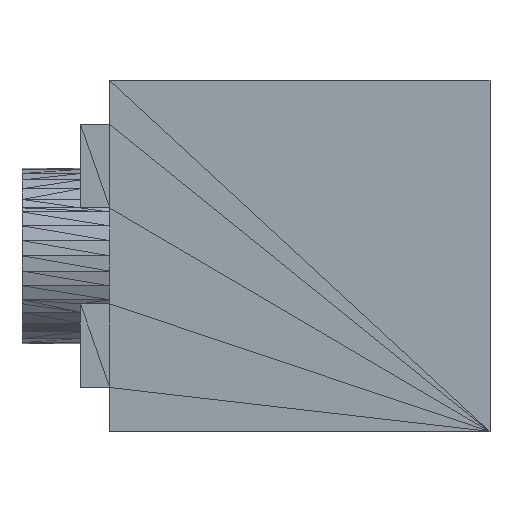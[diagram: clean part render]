
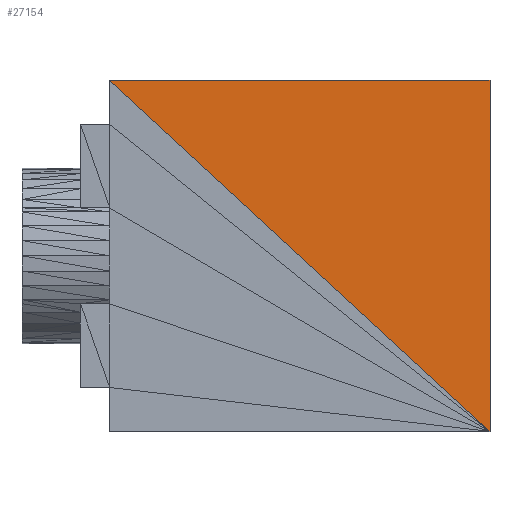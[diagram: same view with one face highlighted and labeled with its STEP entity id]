
A CAD part, top view. The second image highlights one B-rep face of the part: STEP entity #27154.
In plain terms, the highlighted planar face has unit normal (0, 0, 1).
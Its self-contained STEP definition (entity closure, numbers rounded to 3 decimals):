
#14304 = VERTEX_POINT('',#14305);
#14305 = CARTESIAN_POINT('',(1000.,6000.,5000.));
#14345 = PLANE('',#14346);
#14346 = AXIS2_PLACEMENT_3D('',#14347,#14348,#14349);
#14347 = CARTESIAN_POINT('',(7228.432,-129.742,5000.)
  );
#14348 = DIRECTION('',(0.,0.,1.));
#14349 = DIRECTION('',(1.,0.,-0.));
#14418 = VERTEX_POINT('',#14419);
#14419 = CARTESIAN_POINT('',(14000.,-6000.,5000.));
#14438 = PLANE('',#14439);
#14439 = AXIS2_PLACEMENT_3D('',#14440,#14441,#14442);
#14440 = CARTESIAN_POINT('',(14000.,1000.,3500.));
#14441 = DIRECTION('',(1.,0.,0.));
#14442 = DIRECTION('',(-0.,0.,1.));
#14506 = VERTEX_POINT('',#14507);
#14507 = CARTESIAN_POINT('',(14000.,6000.,5000.));
#14520 = PLANE('',#14521);
#14521 = AXIS2_PLACEMENT_3D('',#14522,#14523,#14524);
#14522 = CARTESIAN_POINT('',(8517.903,6000.,
    3517.903));
#14523 = DIRECTION('',(0.,1.,0.));
#14524 = DIRECTION('',(0.,-0.,1.));
#14532 = EDGE_CURVE('',#14506,#14418,#14533,.T.);
#14533 = SURFACE_CURVE('',#14534,(#14538,#14545),.PCURVE_S1.);
#14534 = LINE('',#14535,#14536);
#14535 = CARTESIAN_POINT('',(14000.,6000.,5000.));
#14536 = VECTOR('',#14537,1.);
#14537 = DIRECTION('',(0.,-1.,0.));
#14538 = PCURVE('',#14438,#14539);
#14539 = DEFINITIONAL_REPRESENTATION('',(#14540),#14544);
#14540 = LINE('',#14541,#14542);
#14541 = CARTESIAN_POINT('',(1500.,-5000.));
#14542 = VECTOR('',#14543,1.);
#14543 = DIRECTION('',(0.,1.));
#14544 = ( GEOMETRIC_REPRESENTATION_CONTEXT(2) 
PARAMETRIC_REPRESENTATION_CONTEXT() REPRESENTATION_CONTEXT('2D SPACE',''
  ) );
#14545 = PCURVE('',#14546,#14551);
#14546 = PLANE('',#14547);
#14547 = AXIS2_PLACEMENT_3D('',#14548,#14549,#14550);
#14548 = CARTESIAN_POINT('',(9327.048,1827.048,
    5000.));
#14549 = DIRECTION('',(0.,0.,1.));
#14550 = DIRECTION('',(1.,0.,-0.));
#14551 = DEFINITIONAL_REPRESENTATION('',(#14552),#14555);
#14552 = B_SPLINE_CURVE_WITH_KNOTS('',1,(#14553,#14554),.UNSPECIFIED.,
  .F.,.F.,(2,2),(0.,12000.),.PIECEWISE_BEZIER_KNOTS.);
#14553 = CARTESIAN_POINT('',(4672.952,4172.952));
#14554 = CARTESIAN_POINT('',(4672.952,-7827.048));
#14555 = ( GEOMETRIC_REPRESENTATION_CONTEXT(2) 
PARAMETRIC_REPRESENTATION_CONTEXT() REPRESENTATION_CONTEXT('2D SPACE',''
  ) );
#14610 = EDGE_CURVE('',#14304,#14506,#14611,.T.);
#14611 = SURFACE_CURVE('',#14612,(#14616,#14623),.PCURVE_S1.);
#14612 = LINE('',#14613,#14614);
#14613 = CARTESIAN_POINT('',(1000.,6000.,5000.));
#14614 = VECTOR('',#14615,1.);
#14615 = DIRECTION('',(1.,0.,0.));
#14616 = PCURVE('',#14520,#14617);
#14617 = DEFINITIONAL_REPRESENTATION('',(#14618),#14622);
#14618 = LINE('',#14619,#14620);
#14619 = CARTESIAN_POINT('',(1482.097,-7517.903));
#14620 = VECTOR('',#14621,1.);
#14621 = DIRECTION('',(0.,1.));
#14622 = ( GEOMETRIC_REPRESENTATION_CONTEXT(2) 
PARAMETRIC_REPRESENTATION_CONTEXT() REPRESENTATION_CONTEXT('2D SPACE',''
  ) );
#14623 = PCURVE('',#14546,#14624);
#14624 = DEFINITIONAL_REPRESENTATION('',(#14625),#14628);
#14625 = B_SPLINE_CURVE_WITH_KNOTS('',1,(#14626,#14627),.UNSPECIFIED.,
  .F.,.F.,(2,2),(0.,13000.),.PIECEWISE_BEZIER_KNOTS.);
#14626 = CARTESIAN_POINT('',(-8327.048,4172.952));
#14627 = CARTESIAN_POINT('',(4672.952,4172.952));
#14628 = ( GEOMETRIC_REPRESENTATION_CONTEXT(2) 
PARAMETRIC_REPRESENTATION_CONTEXT() REPRESENTATION_CONTEXT('2D SPACE',''
  ) );
#27134 = EDGE_CURVE('',#14418,#14304,#27135,.T.);
#27135 = SURFACE_CURVE('',#27136,(#27140,#27147),.PCURVE_S1.);
#27136 = LINE('',#27137,#27138);
#27137 = CARTESIAN_POINT('',(14000.,-6000.,5000.));
#27138 = VECTOR('',#27139,1.);
#27139 = DIRECTION('',(-0.735,0.678,0.));
#27140 = PCURVE('',#14345,#27141);
#27141 = DEFINITIONAL_REPRESENTATION('',(#27142),#27146);
#27142 = LINE('',#27143,#27144);
#27143 = CARTESIAN_POINT('',(6771.568,-5870.258));
#27144 = VECTOR('',#27145,1.);
#27145 = DIRECTION('',(-0.735,0.678));
#27146 = ( GEOMETRIC_REPRESENTATION_CONTEXT(2) 
PARAMETRIC_REPRESENTATION_CONTEXT() REPRESENTATION_CONTEXT('2D SPACE',''
  ) );
#27147 = PCURVE('',#14546,#27148);
#27148 = DEFINITIONAL_REPRESENTATION('',(#27149),#27152);
#27149 = B_SPLINE_CURVE_WITH_KNOTS('',1,(#27150,#27151),.UNSPECIFIED.,
  .F.,.F.,(2,2),(0.,17691.806),.PIECEWISE_BEZIER_KNOTS.);
#27150 = CARTESIAN_POINT('',(4672.952,-7827.048));
#27151 = CARTESIAN_POINT('',(-8327.048,4172.952));
#27152 = ( GEOMETRIC_REPRESENTATION_CONTEXT(2) 
PARAMETRIC_REPRESENTATION_CONTEXT() REPRESENTATION_CONTEXT('2D SPACE',''
  ) );
#27154 = ADVANCED_FACE('',(#27155),#14546,.T.);
#27155 = FACE_BOUND('',#27156,.T.);
#27156 = EDGE_LOOP('',(#27157,#27158,#27159));
#27157 = ORIENTED_EDGE('',*,*,#27134,.F.);
#27158 = ORIENTED_EDGE('',*,*,#14532,.F.);
#27159 = ORIENTED_EDGE('',*,*,#14610,.F.);
